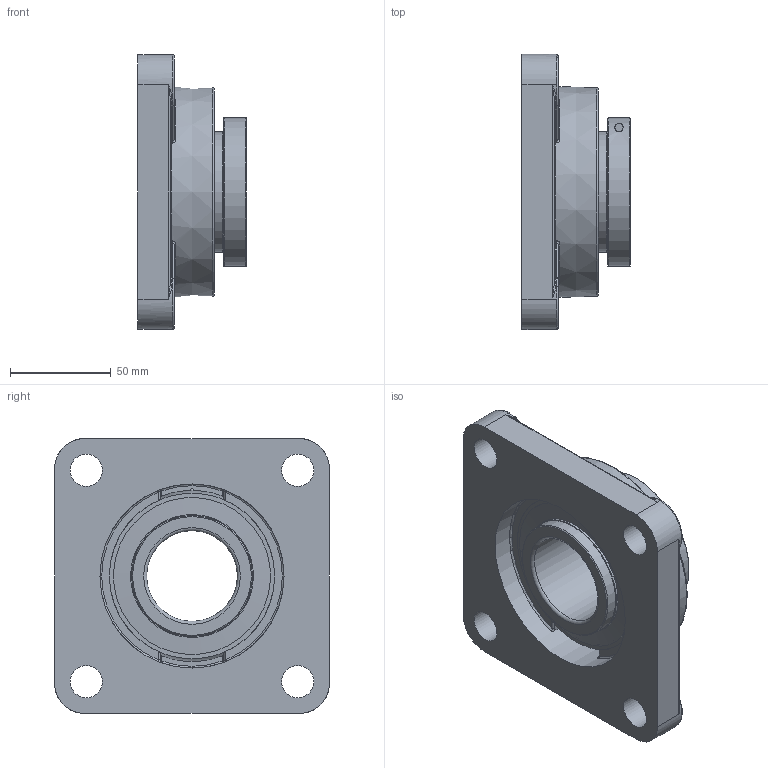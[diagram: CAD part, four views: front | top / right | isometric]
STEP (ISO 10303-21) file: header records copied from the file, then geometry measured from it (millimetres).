
FILE_DESCRIPTION(('HOOPS Exchange Step'),'2;1');
FILE_NAME('export-95EFCB4D-20D4-4F2B-ABB0-1E3F3C7DC312.stp','2020-05-28T14:43:35-07:00',('dkerr'),('Alibre'),'HOOPS Exchange 2020.0','Alibre','Unknown authorisation');
FILE_SCHEMA( ('AP242_MANAGED_MODEL_BASED_3D_ENGINEERING_MIM_LF {1 0 10303 442 1 1 4 }') );
Length unit declared in the file: inch
Products named in the file (8): MRN SFM L4L 209; MRN SUE 209 L4L (45mm) (Race); MRN SUE 209 L4L (Ball); MRN SUE 209 L4L (Lock Ring); MRN SUE 209 L4L (Shield); MRN SUE 209 L4L (Bolt); MRN SUE 209 L4L (45mm); MRN SUESFM 209 L4L (45mm)
Assembly tree (8 placements, depth 3):
  MRN SUESFM 209 L4L (45mm)
    MRN SFM L4L 209
    MRN SUE 209 L4L (45mm)
      MRN SUE 209 L4L (45mm) (Race)
      MRN SUE 209 L4L (Ball)
      MRN SUE 209 L4L (Lock Ring)
      MRN SUE 209 L4L (Shield)  x2
      MRN SUE 209 L4L (Bolt)
Bounding box: 53.7 x 136.5 x 136.5 mm (x, y, z)
Volume: 348780.9 mm3; surface area: 108874 mm2
Topology: 16 solids, 16 shells, 284 faces, 756 edges, 468 vertices
Faces by surface type: plane 79, cylinder 77, torus 44, cone 31, bspline 28, sphere 25
Full cylindrical faces by diameter (mm): 4.134 x1, 4.137 x1, 5.8 x1, 8.5 x1, 16 x4, 45 x1, 60 x4, 61.016 x2, 76 x2, 78 x2, 88.9 x1, 91.44 x1, 95.22 x1
Entity records: 14902 total; most frequent: CARTESIAN_POINT 8016, DIRECTION 1441, ORIENTED_EDGE 1390, EDGE_CURVE 695, AXIS2_PLACEMENT_3D 608, VERTEX_POINT 454, CIRCLE 335, EDGE_LOOP 303
